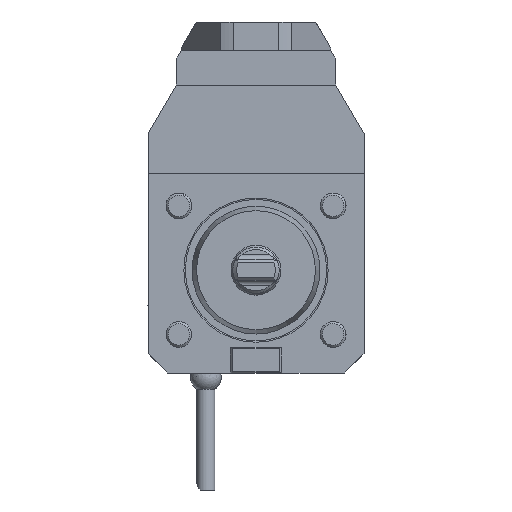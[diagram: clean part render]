
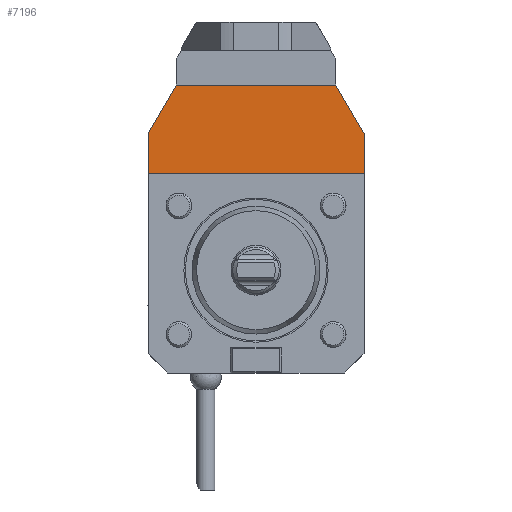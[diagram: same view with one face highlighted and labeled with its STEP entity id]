
A CAD part, front view. The second image highlights one B-rep face of the part: STEP entity #7196.
In plain terms, the highlighted planar face has unit normal (0, -1, 0).
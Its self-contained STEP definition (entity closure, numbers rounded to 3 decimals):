
#200 = DIRECTION ( 'NONE',  ( 1., 0., 0. ) ) ;
#439 = DIRECTION ( 'NONE',  ( 0., -1., 0. ) ) ;
#709 = PLANE ( 'NONE',  #8364 ) ;
#828 = CARTESIAN_POINT ( 'NONE',  ( 44.826, -23.8, 37.5 ) ) ;
#1309 = VERTEX_POINT ( 'NONE', #14177 ) ;
#1973 = DIRECTION ( 'NONE',  ( 0.5, 0., -0.866 ) ) ;
#2055 = CARTESIAN_POINT ( 'NONE',  ( 42., -23.8, 37.5 ) ) ;
#3183 = EDGE_CURVE ( 'NONE', #1309, #7079, #23708, .T. ) ;
#5178 = EDGE_CURVE ( 'NONE', #17464, #7079, #6796, .T. ) ;
#5181 = LINE ( 'NONE', #17538, #18074 ) ;
#6086 = DIRECTION ( 'NONE',  ( 0., 0., -1. ) ) ;
#6796 = LINE ( 'NONE', #18689, #14361 ) ;
#6901 = CARTESIAN_POINT ( 'NONE',  ( 31., -23.8, 72. ) ) ;
#7079 = VERTEX_POINT ( 'NONE', #2055 ) ;
#7100 = CARTESIAN_POINT ( 'NONE',  ( 42., -23.8, 52.947 ) ) ;
#7196 = ADVANCED_FACE ( 'Defeature completata1_20', ( #25210 ), #709, .T. ) ;
#7813 = CARTESIAN_POINT ( 'NONE',  ( 42., -23.8, 52.947 ) ) ;
#8364 = AXIS2_PLACEMENT_3D ( 'NONE', #25475, #439, #19406 ) ;
#9710 = DIRECTION ( 'NONE',  ( 0.5, 0., 0.866 ) ) ;
#10021 = ORIENTED_EDGE ( 'NONE', *, *, #23385, .F. ) ;
#10690 = VERTEX_POINT ( 'NONE', #12050 ) ;
#11019 = VERTEX_POINT ( 'NONE', #6901 ) ;
#11201 = EDGE_CURVE ( 'NONE', #11019, #17464, #14258, .T. ) ;
#12050 = CARTESIAN_POINT ( 'NONE',  ( -42., -23.8, 52.947 ) ) ;
#12250 = LINE ( 'NONE', #20402, #20035 ) ;
#12910 = EDGE_CURVE ( 'NONE', #1309, #10690, #5181, .T. ) ;
#14177 = CARTESIAN_POINT ( 'NONE',  ( -42., -23.8, 37.5 ) ) ;
#14258 = LINE ( 'NONE', #7813, #24048 ) ;
#14361 = VECTOR ( 'NONE', #6086, 1000. ) ;
#14616 = LINE ( 'NONE', #16750, #15543 ) ;
#15130 = DIRECTION ( 'NONE',  ( 1., 0., 0. ) ) ;
#15523 = DIRECTION ( 'NONE',  ( 0., 0., 1. ) ) ;
#15536 = ORIENTED_EDGE ( 'NONE', *, *, #24345, .F. ) ;
#15543 = VECTOR ( 'NONE', #200, 1000. ) ;
#16189 = CARTESIAN_POINT ( 'NONE',  ( -31., -23.8, 72. ) ) ;
#16406 = ORIENTED_EDGE ( 'NONE', *, *, #12910, .F. ) ;
#16750 = CARTESIAN_POINT ( 'NONE',  ( 42., -23.8, 72. ) ) ;
#17464 = VERTEX_POINT ( 'NONE', #7100 ) ;
#17538 = CARTESIAN_POINT ( 'NONE',  ( -42., -23.8, 72. ) ) ;
#18074 = VECTOR ( 'NONE', #15523, 1000. ) ;
#18689 = CARTESIAN_POINT ( 'NONE',  ( 42., -23.8, 72. ) ) ;
#18940 = ORIENTED_EDGE ( 'NONE', *, *, #5178, .F. ) ;
#19406 = DIRECTION ( 'NONE',  ( 0., 0., -1. ) ) ;
#19768 = ORIENTED_EDGE ( 'NONE', *, *, #11201, .F. ) ;
#20035 = VECTOR ( 'NONE', #9710, 1000. ) ;
#20402 = CARTESIAN_POINT ( 'NONE',  ( -31., -23.8, 72. ) ) ;
#21080 = VECTOR ( 'NONE', #15130, 1000. ) ;
#21578 = EDGE_LOOP ( 'NONE', ( #19768, #10021, #15536, #16406, #23392, #18940 ) ) ;
#23385 = EDGE_CURVE ( 'NONE', #25754, #11019, #14616, .T. ) ;
#23392 = ORIENTED_EDGE ( 'NONE', *, *, #3183, .T. ) ;
#23708 = LINE ( 'NONE', #828, #21080 ) ;
#24048 = VECTOR ( 'NONE', #1973, 1000. ) ;
#24345 = EDGE_CURVE ( 'NONE', #10690, #25754, #12250, .T. ) ;
#25210 = FACE_OUTER_BOUND ( 'NONE', #21578, .T. ) ;
#25475 = CARTESIAN_POINT ( 'NONE',  ( 0., -23.8, 0. ) ) ;
#25754 = VERTEX_POINT ( 'NONE', #16189 ) ;
